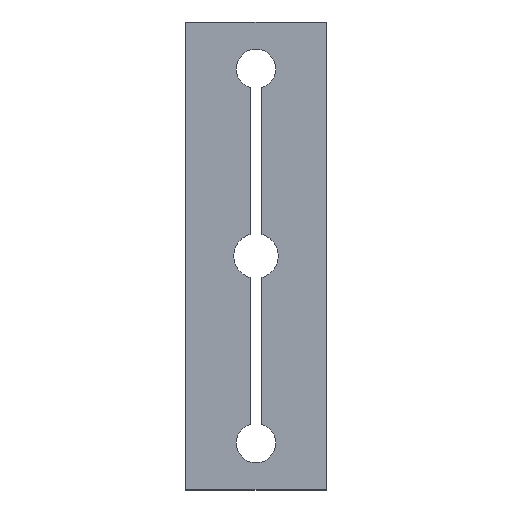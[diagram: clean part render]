
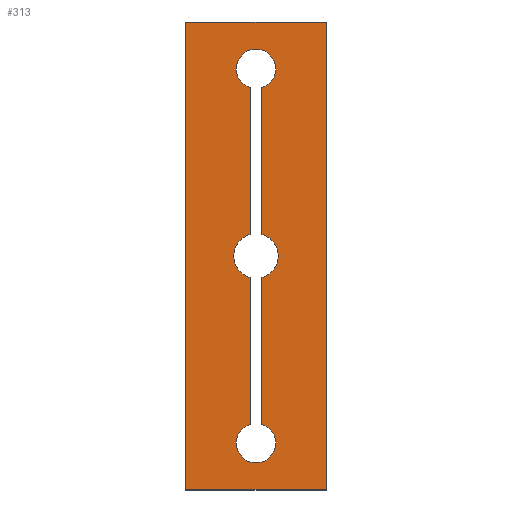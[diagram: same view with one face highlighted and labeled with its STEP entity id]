
A CAD part, top view. The second image highlights one B-rep face of the part: STEP entity #313.
In plain terms, the highlighted planar face has unit normal (0, 0, 1).
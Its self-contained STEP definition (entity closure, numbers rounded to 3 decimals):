
#16=FACE_BOUND('',#51,.T.);
#22=PLANE('',#352);
#33=FACE_OUTER_BOUND('',#50,.T.);
#50=EDGE_LOOP('',(#226,#227,#228,#229));
#51=EDGE_LOOP('',(#230,#231,#232,#233,#234,#235,#236,#237));
#70=CIRCLE('',#349,4.2);
#72=CIRCLE('',#353,4.763);
#73=CIRCLE('',#354,4.2);
#74=CIRCLE('',#355,4.763);
#85=LINE('',#481,#115);
#88=LINE('',#490,#118);
#89=LINE('',#492,#119);
#90=LINE('',#494,#120);
#91=LINE('',#495,#121);
#92=LINE('',#497,#122);
#93=LINE('',#501,#123);
#94=LINE('',#505,#124);
#115=VECTOR('',#389,10.);
#118=VECTOR('',#396,10.);
#119=VECTOR('',#397,10.);
#120=VECTOR('',#398,10.);
#121=VECTOR('',#399,10.);
#122=VECTOR('',#400,10.);
#123=VECTOR('',#403,10.);
#124=VECTOR('',#406,10.);
#144=VERTEX_POINT('',#472);
#146=VERTEX_POINT('',#476);
#147=VERTEX_POINT('',#480);
#150=VERTEX_POINT('',#488);
#151=VERTEX_POINT('',#489);
#152=VERTEX_POINT('',#491);
#153=VERTEX_POINT('',#493);
#154=VERTEX_POINT('',#496);
#155=VERTEX_POINT('',#498);
#156=VERTEX_POINT('',#500);
#157=VERTEX_POINT('',#502);
#158=VERTEX_POINT('',#504);
#176=EDGE_CURVE('',#144,#146,#70,.T.);
#177=EDGE_CURVE('',#147,#144,#85,.T.);
#181=EDGE_CURVE('',#150,#151,#88,.T.);
#182=EDGE_CURVE('',#151,#152,#89,.T.);
#183=EDGE_CURVE('',#152,#153,#90,.T.);
#184=EDGE_CURVE('',#153,#150,#91,.T.);
#185=EDGE_CURVE('',#146,#154,#92,.T.);
#186=EDGE_CURVE('',#154,#155,#72,.T.);
#187=EDGE_CURVE('',#155,#156,#93,.T.);
#188=EDGE_CURVE('',#156,#157,#73,.T.);
#189=EDGE_CURVE('',#157,#158,#94,.T.);
#190=EDGE_CURVE('',#158,#147,#74,.T.);
#226=ORIENTED_EDGE('',*,*,#181,.T.);
#227=ORIENTED_EDGE('',*,*,#182,.T.);
#228=ORIENTED_EDGE('',*,*,#183,.T.);
#229=ORIENTED_EDGE('',*,*,#184,.T.);
#230=ORIENTED_EDGE('',*,*,#176,.T.);
#231=ORIENTED_EDGE('',*,*,#185,.T.);
#232=ORIENTED_EDGE('',*,*,#186,.T.);
#233=ORIENTED_EDGE('',*,*,#187,.T.);
#234=ORIENTED_EDGE('',*,*,#188,.T.);
#235=ORIENTED_EDGE('',*,*,#189,.T.);
#236=ORIENTED_EDGE('',*,*,#190,.T.);
#237=ORIENTED_EDGE('',*,*,#177,.T.);
#313=ADVANCED_FACE('',(#33,#16),#22,.T.);
#349=AXIS2_PLACEMENT_3D('',#478,#385,#386);
#352=AXIS2_PLACEMENT_3D('',#487,#394,#395);
#353=AXIS2_PLACEMENT_3D('',#499,#401,#402);
#354=AXIS2_PLACEMENT_3D('',#503,#404,#405);
#355=AXIS2_PLACEMENT_3D('',#506,#407,#408);
#385=DIRECTION('center_axis',(0.,0.,-1.));
#386=DIRECTION('ref_axis',(1.,0.,0.));
#389=DIRECTION('',(0.,1.,0.));
#394=DIRECTION('center_axis',(0.,0.,1.));
#395=DIRECTION('ref_axis',(1.,0.,0.));
#396=DIRECTION('',(-1.,0.,0.));
#397=DIRECTION('',(0.,-1.,0.));
#398=DIRECTION('',(1.,0.,0.));
#399=DIRECTION('',(0.,1.,0.));
#400=DIRECTION('',(0.,-1.,0.));
#401=DIRECTION('center_axis',(0.,0.,-1.));
#402=DIRECTION('ref_axis',(1.,0.,0.));
#403=DIRECTION('',(0.,-1.,0.));
#404=DIRECTION('center_axis',(0.,0.,-1.));
#405=DIRECTION('ref_axis',(1.,0.,0.));
#406=DIRECTION('',(0.,1.,0.));
#407=DIRECTION('center_axis',(0.,0.,-1.));
#408=DIRECTION('ref_axis',(1.,0.,0.));
#472=CARTESIAN_POINT('',(-1.25,35.99,7.));
#476=CARTESIAN_POINT('',(1.25,35.99,7.));
#478=CARTESIAN_POINT('Origin',(0.,40.,7.));
#480=CARTESIAN_POINT('',(-1.25,4.596,7.));
#481=CARTESIAN_POINT('',(-1.25,-18.5,7.));
#487=CARTESIAN_POINT('Origin',(0.,0.,7.));
#488=CARTESIAN_POINT('',(15.,50.,7.));
#489=CARTESIAN_POINT('',(-15.,50.,7.));
#490=CARTESIAN_POINT('',(-15.,50.,7.));
#491=CARTESIAN_POINT('',(-15.,-50.,7.));
#492=CARTESIAN_POINT('',(-15.,-50.,7.));
#493=CARTESIAN_POINT('',(15.,-50.,7.));
#494=CARTESIAN_POINT('',(15.,-50.,7.));
#495=CARTESIAN_POINT('',(15.,50.,7.));
#496=CARTESIAN_POINT('',(1.25,4.596,7.));
#497=CARTESIAN_POINT('',(1.25,18.5,7.));
#498=CARTESIAN_POINT('',(1.25,-4.596,7.));
#499=CARTESIAN_POINT('Origin',(0.,0.,7.));
#500=CARTESIAN_POINT('',(1.25,-35.99,7.));
#501=CARTESIAN_POINT('',(1.25,18.5,7.));
#502=CARTESIAN_POINT('',(-1.25,-35.99,7.));
#503=CARTESIAN_POINT('Origin',(0.,-40.,7.));
#504=CARTESIAN_POINT('',(-1.25,-4.596,7.));
#505=CARTESIAN_POINT('',(-1.25,-18.5,7.));
#506=CARTESIAN_POINT('Origin',(0.,0.,7.));
